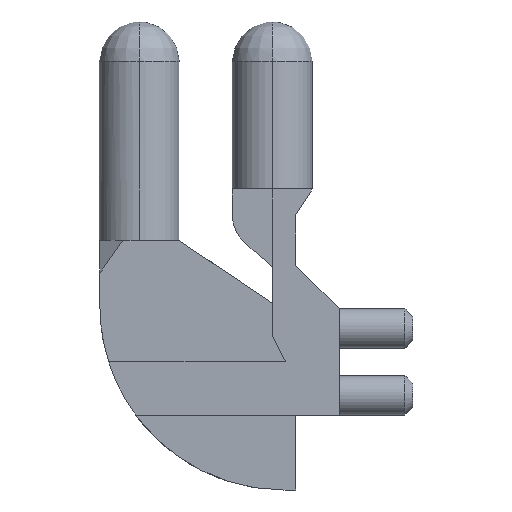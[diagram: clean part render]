
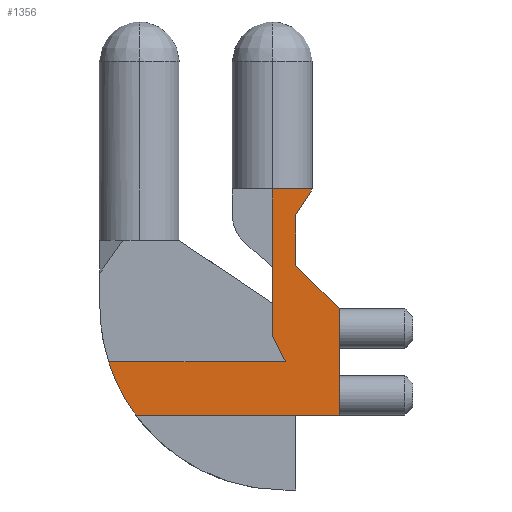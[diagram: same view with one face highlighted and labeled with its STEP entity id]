
A CAD part, left-side view. The second image highlights one B-rep face of the part: STEP entity #1356.
In plain terms, the highlighted planar face has unit normal (-1, 0, 0).
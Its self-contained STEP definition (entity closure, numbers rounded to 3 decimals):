
#488 = VERTEX_POINT('',#489);
#489 = CARTESIAN_POINT('',(-1.55,2.54,8.6));
#495 = EDGE_CURVE('',#488,#496,#498,.T.);
#496 = VERTEX_POINT('',#497);
#497 = CARTESIAN_POINT('',(-1.55,1.015,8.6));
#498 = LINE('',#499,#500);
#499 = CARTESIAN_POINT('',(-1.55,0.,8.6));
#500 = VECTOR('',#501,1.);
#501 = DIRECTION('',(0.,-1.,0.));
#605 = VERTEX_POINT('',#606);
#606 = CARTESIAN_POINT('',(-1.55,1.65,5.69));
#612 = EDGE_CURVE('',#613,#605,#615,.T.);
#613 = VERTEX_POINT('',#614);
#614 = CARTESIAN_POINT('',(-1.55,0.,4.04));
#615 = LINE('',#616,#617);
#616 = CARTESIAN_POINT('',(-1.55,-2.02,2.02));
#617 = VECTOR('',#618,1.);
#618 = DIRECTION('',(0.,0.707,0.707));
#797 = VERTEX_POINT('',#798);
#798 = CARTESIAN_POINT('',(-1.55,0.,0.));
#804 = EDGE_CURVE('',#797,#805,#807,.T.);
#805 = VERTEX_POINT('',#806);
#806 = CARTESIAN_POINT('',(-1.55,7.737,0.));
#807 = LINE('',#808,#809);
#808 = CARTESIAN_POINT('',(-1.55,0.,0.));
#809 = VECTOR('',#810,1.);
#810 = DIRECTION('',(0.,1.,0.));
#891 = EDGE_CURVE('',#892,#805,#894,.T.);
#892 = VERTEX_POINT('',#893);
#893 = CARTESIAN_POINT('',(-1.55,8.768,2.02));
#894 = CIRCLE('',#895,7.);
#895 = AXIS2_PLACEMENT_3D('',#896,#897,#898);
#896 = CARTESIAN_POINT('',(-1.55,2.1,4.15));
#897 = DIRECTION('',(-1.,0.,0.));
#898 = DIRECTION('',(0.,0.,1.));
#1168 = EDGE_CURVE('',#613,#797,#1169,.T.);
#1169 = LINE('',#1170,#1171);
#1170 = CARTESIAN_POINT('',(-1.55,0.,0.));
#1171 = VECTOR('',#1172,1.);
#1172 = DIRECTION('',(0.,0.,-1.));
#1215 = VERTEX_POINT('',#1216);
#1216 = CARTESIAN_POINT('',(-1.55,1.65,7.62));
#1222 = EDGE_CURVE('',#1215,#605,#1223,.T.);
#1223 = LINE('',#1224,#1225);
#1224 = CARTESIAN_POINT('',(-1.55,1.65,0.));
#1225 = VECTOR('',#1226,1.);
#1226 = DIRECTION('',(0.,0.,-1.));
#1252 = EDGE_CURVE('',#496,#1215,#1253,.T.);
#1253 = LINE('',#1254,#1255);
#1254 = CARTESIAN_POINT('',(-1.55,4.64,3.006));
#1255 = VECTOR('',#1256,1.);
#1256 = DIRECTION('',(0.,0.544,-0.839));
#1290 = VERTEX_POINT('',#1291);
#1291 = CARTESIAN_POINT('',(-1.55,2.54,3.02));
#1297 = EDGE_CURVE('',#1290,#488,#1298,.T.);
#1298 = LINE('',#1299,#1300);
#1299 = CARTESIAN_POINT('',(-1.55,2.54,0.));
#1300 = VECTOR('',#1301,1.);
#1301 = DIRECTION('',(0.,0.,1.));
#1321 = VERTEX_POINT('',#1322);
#1322 = CARTESIAN_POINT('',(-1.55,2.04,2.02));
#1328 = EDGE_CURVE('',#1321,#1290,#1329,.T.);
#1329 = LINE('',#1330,#1331);
#1330 = CARTESIAN_POINT('',(-1.55,0.824,-0.412));
#1331 = VECTOR('',#1332,1.);
#1332 = DIRECTION('',(0.,0.447,0.894));
#1345 = EDGE_CURVE('',#892,#1321,#1346,.T.);
#1346 = LINE('',#1347,#1348);
#1347 = CARTESIAN_POINT('',(-1.55,0.,2.02));
#1348 = VECTOR('',#1349,1.);
#1349 = DIRECTION('',(0.,-1.,0.));
#1356 = ADVANCED_FACE('',(#1357),#1369,.T.);
#1357 = FACE_BOUND('',#1358,.T.);
#1358 = EDGE_LOOP('',(#1359,#1360,#1361,#1362,#1363,#1364,#1365,#1366,
    #1367,#1368));
#1359 = ORIENTED_EDGE('',*,*,#1168,.F.);
#1360 = ORIENTED_EDGE('',*,*,#612,.T.);
#1361 = ORIENTED_EDGE('',*,*,#1222,.F.);
#1362 = ORIENTED_EDGE('',*,*,#1252,.F.);
#1363 = ORIENTED_EDGE('',*,*,#495,.F.);
#1364 = ORIENTED_EDGE('',*,*,#1297,.F.);
#1365 = ORIENTED_EDGE('',*,*,#1328,.F.);
#1366 = ORIENTED_EDGE('',*,*,#1345,.F.);
#1367 = ORIENTED_EDGE('',*,*,#891,.T.);
#1368 = ORIENTED_EDGE('',*,*,#804,.F.);
#1369 = PLANE('',#1370);
#1370 = AXIS2_PLACEMENT_3D('',#1371,#1372,#1373);
#1371 = CARTESIAN_POINT('',(-1.55,0.,0.));
#1372 = DIRECTION('',(-1.,0.,0.));
#1373 = DIRECTION('',(0.,0.,1.));
